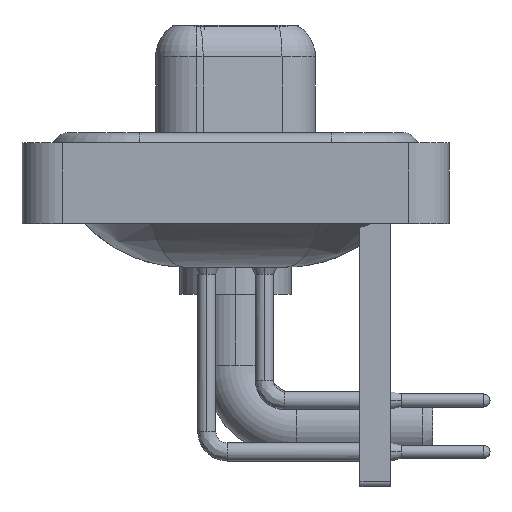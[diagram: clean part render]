
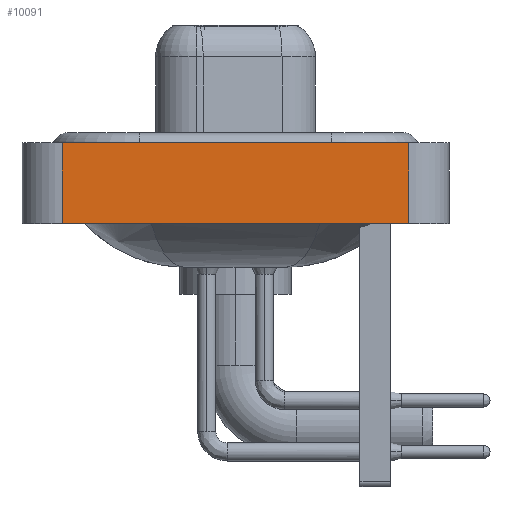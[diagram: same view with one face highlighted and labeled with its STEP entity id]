
A CAD part, left-side view. The second image highlights one B-rep face of the part: STEP entity #10091.
In plain terms, the highlighted planar face has unit normal (-1, 0, 0).
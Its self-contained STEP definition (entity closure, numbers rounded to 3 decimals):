
#449 = VERTEX_POINT ( 'NONE', #4816 ) ;
#835 = EDGE_CURVE ( 'NONE', #449, #11366, #4871, .T. ) ;
#2565 = CARTESIAN_POINT ( 'NONE',  ( -7.3, 8.55, 0.4 ) ) ;
#2813 = ORIENTED_EDGE ( 'NONE', *, *, #11620, .F. ) ;
#2850 = DIRECTION ( 'NONE',  ( 0., 0., 1. ) ) ;
#3972 = EDGE_CURVE ( 'NONE', #18935, #11366, #22571, .T. ) ;
#4271 = ORIENTED_EDGE ( 'NONE', *, *, #20541, .T. ) ;
#4608 = PLANE ( 'NONE',  #15616 ) ;
#4816 = CARTESIAN_POINT ( 'NONE',  ( -7.3, -8.55, -3.6 ) ) ;
#4871 = LINE ( 'NONE', #10511, #21293 ) ;
#5068 = CARTESIAN_POINT ( 'NONE',  ( -7.3, 8.55, -3.6 ) ) ;
#6340 = VECTOR ( 'NONE', #12230, 1000. ) ;
#6684 = ORIENTED_EDGE ( 'NONE', *, *, #835, .T. ) ;
#6751 = DIRECTION ( 'NONE',  ( 0., -1., 0. ) ) ;
#8632 = LINE ( 'NONE', #11922, #20882 ) ;
#9649 = DIRECTION ( 'NONE',  ( -1., 0., 0. ) ) ;
#10091 = ADVANCED_FACE ( 'NONE', ( #17163 ), #4608, .T. ) ;
#10511 = CARTESIAN_POINT ( 'NONE',  ( -7.3, -8.55, -3.6 ) ) ;
#11366 = VERTEX_POINT ( 'NONE', #12940 ) ;
#11620 = EDGE_CURVE ( 'NONE', #19141, #18935, #12120, .T. ) ;
#11754 = CARTESIAN_POINT ( 'NONE',  ( -7.3, -8.55, -3.6 ) ) ;
#11922 = CARTESIAN_POINT ( 'NONE',  ( -7.3, -8.55, -3.6 ) ) ;
#12120 = LINE ( 'NONE', #5068, #6340 ) ;
#12230 = DIRECTION ( 'NONE',  ( 0., 0., 1. ) ) ;
#12940 = CARTESIAN_POINT ( 'NONE',  ( -7.3, -8.55, 0.4 ) ) ;
#13665 = DIRECTION ( 'NONE',  ( 0., -1., 0. ) ) ;
#13689 = CARTESIAN_POINT ( 'NONE',  ( -7.3, 8.55, -3.6 ) ) ;
#14684 = VECTOR ( 'NONE', #13665, 1000. ) ;
#14694 = EDGE_LOOP ( 'NONE', ( #6684, #17643, #2813, #4271 ) ) ;
#15431 = CARTESIAN_POINT ( 'NONE',  ( -7.3, -8.55, 0.4 ) ) ;
#15616 = AXIS2_PLACEMENT_3D ( 'NONE', #11754, #9649, #2850 ) ;
#17163 = FACE_OUTER_BOUND ( 'NONE', #14694, .T. ) ;
#17643 = ORIENTED_EDGE ( 'NONE', *, *, #3972, .F. ) ;
#18935 = VERTEX_POINT ( 'NONE', #2565 ) ;
#19141 = VERTEX_POINT ( 'NONE', #13689 ) ;
#19273 = DIRECTION ( 'NONE',  ( 0., 0., 1. ) ) ;
#20541 = EDGE_CURVE ( 'NONE', #19141, #449, #8632, .T. ) ;
#20882 = VECTOR ( 'NONE', #6751, 1000. ) ;
#21293 = VECTOR ( 'NONE', #19273, 1000. ) ;
#22571 = LINE ( 'NONE', #15431, #14684 ) ;
